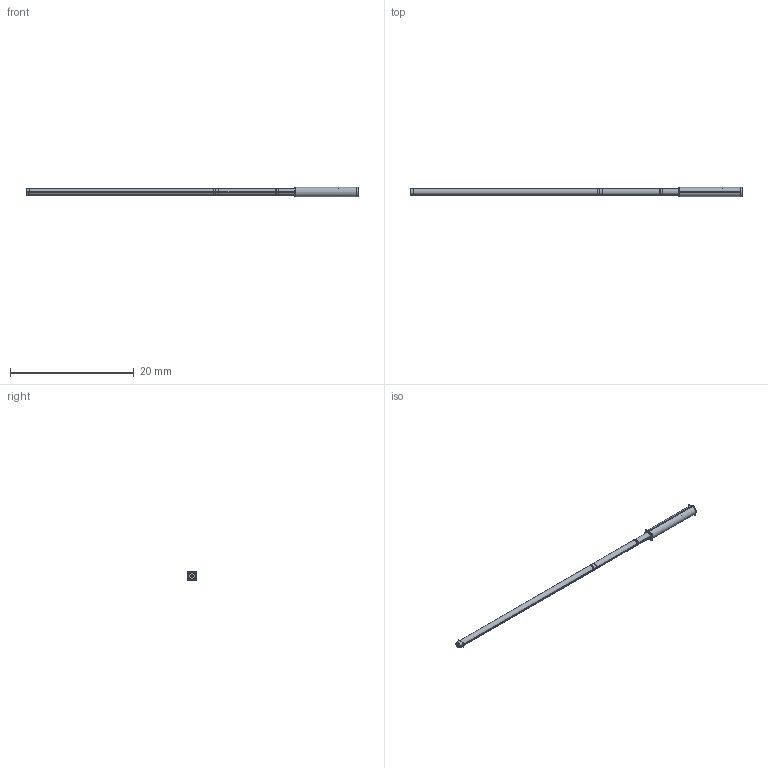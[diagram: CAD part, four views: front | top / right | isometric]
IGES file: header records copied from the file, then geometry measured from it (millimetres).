
Start section:  PTC IGES file: 166381.igs
Global section: file name: 166381.igs; native system: Creo Parametric by Parametric Technology Corporation; preprocessor: 2013230; author: pdmadmin; organization: Unknown; date: 20160201.145911; units: millimetre
Bounding box: 53.7 x 1.56 x 1.56 mm (x, y, z)
Volume: 49.1 mm3; surface area: 2036.7 mm2
Topology: 2 solids, 6 shells, 84 faces, 524 edges, 736 vertices
Faces by surface type: revolution 56, bspline 28
